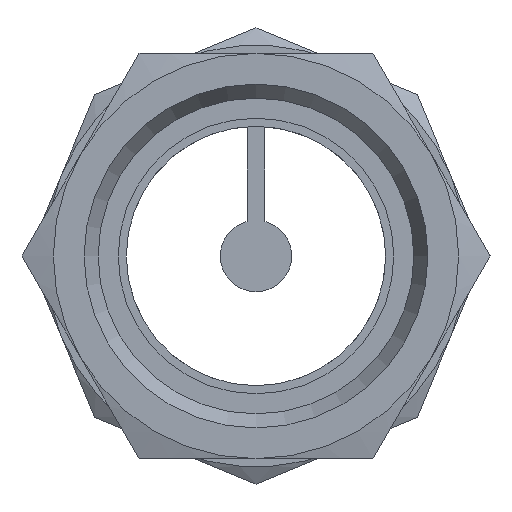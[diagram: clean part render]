
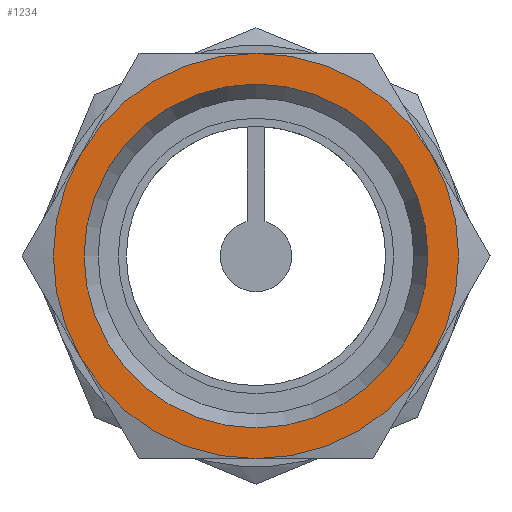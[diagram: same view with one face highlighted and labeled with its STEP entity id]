
A CAD part, left-side view. The second image highlights one B-rep face of the part: STEP entity #1234.
In plain terms, the highlighted planar face has unit normal (-1, 0, 0).
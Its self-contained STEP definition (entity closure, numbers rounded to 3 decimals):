
#175=FACE_BOUND($,#464,.T.);
#245=CIRCLE($,#1397,21.208);
#247=CIRCLE($,#1401,25.);
#248=CIRCLE($,#1402,25.);
#249=CIRCLE($,#1403,25.);
#250=CIRCLE($,#1404,25.);
#251=CIRCLE($,#1405,25.);
#252=CIRCLE($,#1406,25.);
#336=FACE_OUTER_BOUND($,#463,.T.);
#463=EDGE_LOOP($,(#1010,#1011,#1012,#1013,#1014,#1015));
#464=EDGE_LOOP($,(#1016));
#622=VERTEX_POINT($,#2134);
#624=VERTEX_POINT($,#2140);
#625=VERTEX_POINT($,#2141);
#626=VERTEX_POINT($,#2143);
#627=VERTEX_POINT($,#2145);
#628=VERTEX_POINT($,#2147);
#629=VERTEX_POINT($,#2149);
#756=EDGE_CURVE($,#622,#622,#245,.T.);
#758=EDGE_CURVE($,#624,#625,#247,.T.);
#759=EDGE_CURVE($,#626,#624,#248,.T.);
#760=EDGE_CURVE($,#627,#626,#249,.T.);
#761=EDGE_CURVE($,#628,#627,#250,.T.);
#762=EDGE_CURVE($,#629,#628,#251,.T.);
#763=EDGE_CURVE($,#625,#629,#252,.T.);
#1010=ORIENTED_EDGE($,*,*,#758,.F.);
#1011=ORIENTED_EDGE($,*,*,#759,.F.);
#1012=ORIENTED_EDGE($,*,*,#760,.F.);
#1013=ORIENTED_EDGE($,*,*,#761,.F.);
#1014=ORIENTED_EDGE($,*,*,#762,.F.);
#1015=ORIENTED_EDGE($,*,*,#763,.F.);
#1016=ORIENTED_EDGE($,*,*,#756,.F.);
#1122=PLANE($,#1400);
#1234=ADVANCED_FACE($,(#336,#175),#1122,.T.);
#1397=AXIS2_PLACEMENT_3D($,#2135,#1718,#1719);
#1400=AXIS2_PLACEMENT_3D($,#2139,#1724,#1725);
#1401=AXIS2_PLACEMENT_3D($,#2142,#1726,#1727);
#1402=AXIS2_PLACEMENT_3D($,#2144,#1728,#1729);
#1403=AXIS2_PLACEMENT_3D($,#2146,#1730,#1731);
#1404=AXIS2_PLACEMENT_3D($,#2148,#1732,#1733);
#1405=AXIS2_PLACEMENT_3D($,#2150,#1734,#1735);
#1406=AXIS2_PLACEMENT_3D($,#2151,#1736,#1737);
#1718=DIRECTION('center_axis',(-1.,0.,0.));
#1719=DIRECTION('ref_axis',(0.,1.,0.));
#1724=DIRECTION('center_axis',(-1.,0.,0.));
#1725=DIRECTION('ref_axis',(0.,0.,1.));
#1726=DIRECTION('center_axis',(1.,0.,0.));
#1727=DIRECTION('ref_axis',(0.,1.,0.));
#1728=DIRECTION('center_axis',(1.,0.,0.));
#1729=DIRECTION('ref_axis',(0.,1.,0.));
#1730=DIRECTION('center_axis',(1.,0.,0.));
#1731=DIRECTION('ref_axis',(0.,1.,0.));
#1732=DIRECTION('center_axis',(1.,0.,0.));
#1733=DIRECTION('ref_axis',(0.,1.,0.));
#1734=DIRECTION('center_axis',(1.,0.,0.));
#1735=DIRECTION('ref_axis',(0.,1.,0.));
#1736=DIRECTION('center_axis',(1.,0.,0.));
#1737=DIRECTION('ref_axis',(0.,1.,0.));
#2134=CARTESIAN_POINT('',(0.,-21.208,0.));
#2135=CARTESIAN_POINT('Origin',(0.,0.,0.));
#2139=CARTESIAN_POINT('Origin',(0.,12.5,0.));
#2140=CARTESIAN_POINT('',(0.,21.651,12.5));
#2141=CARTESIAN_POINT('',(0.,0.,25.));
#2142=CARTESIAN_POINT('Origin',(0.,0.,
0.));
#2143=CARTESIAN_POINT('',(0.,21.651,-12.5));
#2144=CARTESIAN_POINT('Origin',(0.,0.,
0.));
#2145=CARTESIAN_POINT('',(0.,0.,
-25.));
#2146=CARTESIAN_POINT('Origin',(0.,0.,
0.));
#2147=CARTESIAN_POINT('',(0.,-21.651,-12.5));
#2148=CARTESIAN_POINT('Origin',(0.,0.,
0.));
#2149=CARTESIAN_POINT('',(0.,-21.651,12.5));
#2150=CARTESIAN_POINT('Origin',(0.,0.,
0.));
#2151=CARTESIAN_POINT('Origin',(0.,0.,
0.));
